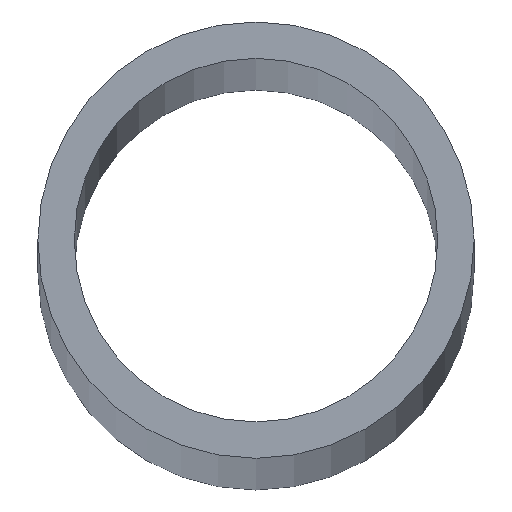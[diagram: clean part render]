
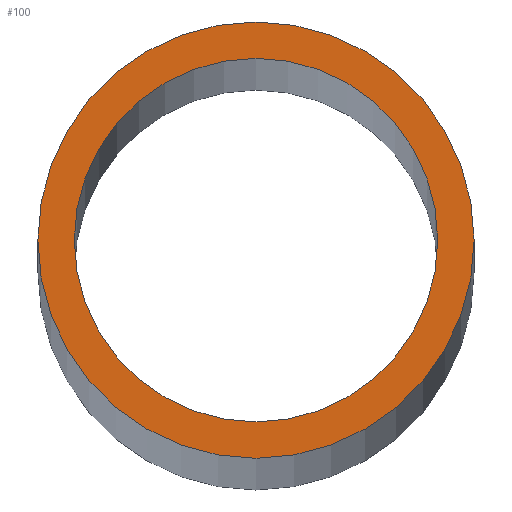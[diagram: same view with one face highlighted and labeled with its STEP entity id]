
A CAD part, top view. The second image highlights one B-rep face of the part: STEP entity #100.
In plain terms, the highlighted planar face has unit normal (0, 0, 1).
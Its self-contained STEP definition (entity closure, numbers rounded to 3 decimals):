
#6 = AXIS2_PLACEMENT_3D ( 'NONE', #91, #73, #56 ) ;
#8 = CIRCLE ( 'NONE', #210, 6. ) ;
#18 = EDGE_CURVE ( 'NONE', #65, #196, #8, .T. ) ;
#19 = DIRECTION ( 'NONE',  ( 1., 0., 0. ) ) ;
#20 = EDGE_LOOP ( 'NONE', ( #180, #171 ) ) ;
#22 = CARTESIAN_POINT ( 'NONE',  ( -5., 0., 250. ) ) ;
#25 = ORIENTED_EDGE ( 'NONE', *, *, #142, .F. ) ;
#26 = CARTESIAN_POINT ( 'NONE',  ( 0., 0., 250. ) ) ;
#28 = DIRECTION ( 'NONE',  ( 0., 0., 1. ) ) ;
#30 = EDGE_LOOP ( 'NONE', ( #25, #76 ) ) ;
#43 = FACE_BOUND ( 'NONE', #30, .T. ) ;
#44 = DIRECTION ( 'NONE',  ( 0., 0., 1. ) ) ;
#45 = FACE_OUTER_BOUND ( 'NONE', #20, .T. ) ;
#49 = CARTESIAN_POINT ( 'NONE',  ( -6., 0., 250. ) ) ;
#56 = DIRECTION ( 'NONE',  ( 1., 0., 0. ) ) ;
#65 = VERTEX_POINT ( 'NONE', #145 ) ;
#69 = DIRECTION ( 'NONE',  ( 0., 0., 1. ) ) ;
#73 = DIRECTION ( 'NONE',  ( 0., 0., 1. ) ) ;
#76 = ORIENTED_EDGE ( 'NONE', *, *, #110, .F. ) ;
#90 = DIRECTION ( 'NONE',  ( 1., 0., 0. ) ) ;
#91 = CARTESIAN_POINT ( 'NONE',  ( 0., 0., 250. ) ) ;
#100 = ADVANCED_FACE ( 'NONE', ( #45, #43 ), #209, .T. ) ;
#103 = VERTEX_POINT ( 'NONE', #193 ) ;
#110 = EDGE_CURVE ( 'NONE', #119, #103, #161, .T. ) ;
#119 = VERTEX_POINT ( 'NONE', #22 ) ;
#123 = DIRECTION ( 'NONE',  ( 1., 0., 0. ) ) ;
#125 = CARTESIAN_POINT ( 'NONE',  ( 0., 0., 250. ) ) ;
#139 = CIRCLE ( 'NONE', #158, 6. ) ;
#141 = AXIS2_PLACEMENT_3D ( 'NONE', #194, #28, #90 ) ;
#142 = EDGE_CURVE ( 'NONE', #103, #119, #192, .T. ) ;
#145 = CARTESIAN_POINT ( 'NONE',  ( 6., 0., 250. ) ) ;
#146 = CARTESIAN_POINT ( 'NONE',  ( 0., 0., 250. ) ) ;
#153 = DIRECTION ( 'NONE',  ( 0., 0., 1. ) ) ;
#154 = EDGE_CURVE ( 'NONE', #196, #65, #139, .T. ) ;
#158 = AXIS2_PLACEMENT_3D ( 'NONE', #26, #44, #123 ) ;
#161 = CIRCLE ( 'NONE', #6, 5. ) ;
#171 = ORIENTED_EDGE ( 'NONE', *, *, #154, .T. ) ;
#172 = DIRECTION ( 'NONE',  ( 1., 0., 0. ) ) ;
#180 = ORIENTED_EDGE ( 'NONE', *, *, #18, .T. ) ;
#185 = AXIS2_PLACEMENT_3D ( 'NONE', #125, #153, #172 ) ;
#192 = CIRCLE ( 'NONE', #141, 5. ) ;
#193 = CARTESIAN_POINT ( 'NONE',  ( 5., 0., 250. ) ) ;
#194 = CARTESIAN_POINT ( 'NONE',  ( 0., 0., 250. ) ) ;
#196 = VERTEX_POINT ( 'NONE', #49 ) ;
#209 = PLANE ( 'NONE',  #185 ) ;
#210 = AXIS2_PLACEMENT_3D ( 'NONE', #146, #69, #19 ) ;
